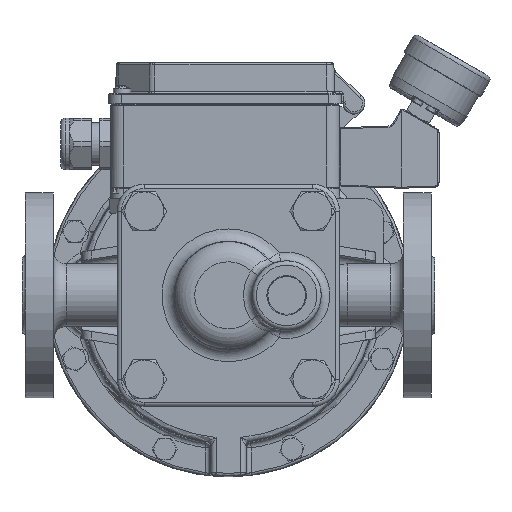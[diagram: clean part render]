
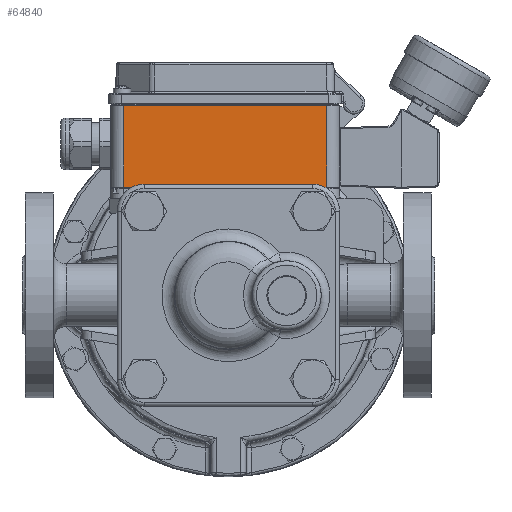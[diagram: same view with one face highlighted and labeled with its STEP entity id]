
A CAD part, front view. The second image highlights one B-rep face of the part: STEP entity #64840.
In plain terms, the highlighted planar face has unit normal (0, -1, -0.018).
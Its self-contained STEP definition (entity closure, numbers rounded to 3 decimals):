
#6383=PLANE('',#70867);
#10467=FACE_OUTER_BOUND('',#14420,.T.);
#14420=EDGE_LOOP('',(#54161,#54162,#54163,#54164));
#18589=LINE('',#130713,#22540);
#18596=LINE('',#130777,#22547);
#18597=LINE('',#130780,#22548);
#18598=LINE('',#130781,#22549);
#22540=VECTOR('',#85371,37.803);
#22547=VECTOR('',#85392,37.803);
#22548=VECTOR('',#85397,94.);
#22549=VECTOR('',#85398,94.);
#29617=VERTEX_POINT('',#130711);
#29618=VERTEX_POINT('',#130712);
#29627=VERTEX_POINT('',#130765);
#29628=VERTEX_POINT('',#130776);
#38161=EDGE_CURVE('',#29617,#29618,#18589,.T.);
#38175=EDGE_CURVE('',#29628,#29627,#18596,.T.);
#38177=EDGE_CURVE('',#29627,#29617,#18597,.T.);
#38178=EDGE_CURVE('',#29618,#29628,#18598,.T.);
#54161=ORIENTED_EDGE('',*,*,#38175,.T.);
#54162=ORIENTED_EDGE('',*,*,#38177,.T.);
#54163=ORIENTED_EDGE('',*,*,#38161,.T.);
#54164=ORIENTED_EDGE('',*,*,#38178,.T.);
#64840=ADVANCED_FACE('',(#10467),#6383,.T.);
#70867=AXIS2_PLACEMENT_3D('',#130779,#85395,#85396);
#85371=DIRECTION('',(0.,0.018,-1.));
#85392=DIRECTION('',(0.,-0.018,1.));
#85395=DIRECTION('center_axis',(0.,-1.,
-0.018));
#85396=DIRECTION('ref_axis',(0.,0.018,-1.));
#85397=DIRECTION('',(-1.,0.,0.));
#85398=DIRECTION('',(1.,0.,0.));
#130711=CARTESIAN_POINT('',(-45.155,135.294,87.846));
#130712=CARTESIAN_POINT('',(-45.155,135.988,50.05));
#130713=CARTESIAN_POINT('',(-45.155,135.988,50.05));
#130765=CARTESIAN_POINT('',(48.845,135.294,87.846));
#130776=CARTESIAN_POINT('',(48.845,135.988,50.05));
#130777=CARTESIAN_POINT('',(48.845,135.988,50.05));
#130779=CARTESIAN_POINT('Origin',(-51.155,135.988,50.05));
#130780=CARTESIAN_POINT('',(-45.155,135.294,87.846));
#130781=CARTESIAN_POINT('',(-51.155,135.988,50.05));
